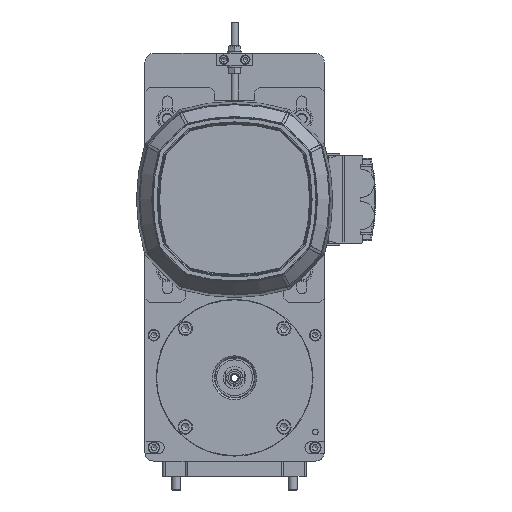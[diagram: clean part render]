
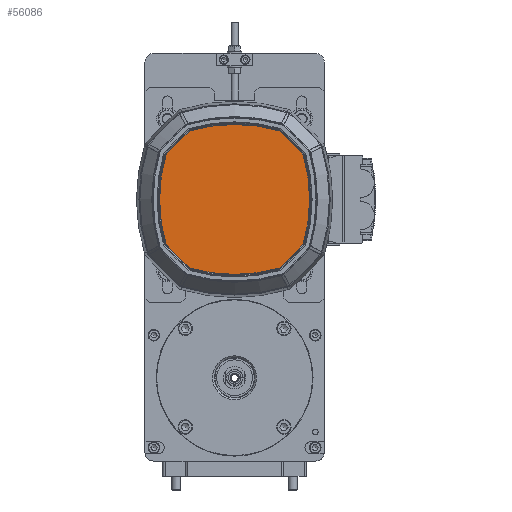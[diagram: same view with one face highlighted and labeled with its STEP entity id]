
A CAD part, left-side view. The second image highlights one B-rep face of the part: STEP entity #56086.
In plain terms, the highlighted planar face has unit normal (-1, 0, 0).
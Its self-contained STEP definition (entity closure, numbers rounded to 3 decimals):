
#7899=PLANE('',#59825);
#17288=ORIENTED_EDGE('',*,*,#25647,.T.);
#17289=ORIENTED_EDGE('',*,*,#25641,.T.);
#17290=ORIENTED_EDGE('',*,*,#25643,.T.);
#17291=ORIENTED_EDGE('',*,*,#25649,.T.);
#17292=ORIENTED_EDGE('',*,*,#25655,.T.);
#17293=ORIENTED_EDGE('',*,*,#25661,.T.);
#17294=ORIENTED_EDGE('',*,*,#25659,.T.);
#17295=ORIENTED_EDGE('',*,*,#25653,.T.);
#25641=EDGE_CURVE('',#30758,#30761,#33678,.T.);
#25643=EDGE_CURVE('',#30761,#30763,#33679,.T.);
#25647=EDGE_CURVE('',#30764,#30758,#33682,.T.);
#25649=EDGE_CURVE('',#30763,#30767,#33683,.T.);
#25653=EDGE_CURVE('',#30768,#30764,#33686,.T.);
#25655=EDGE_CURVE('',#30767,#30771,#33687,.T.);
#25659=EDGE_CURVE('',#30772,#30768,#33690,.T.);
#25661=EDGE_CURVE('',#30771,#30772,#33692,.T.);
#30758=VERTEX_POINT('',#90409);
#30761=VERTEX_POINT('',#90422);
#30763=VERTEX_POINT('',#90434);
#30764=VERTEX_POINT('',#90446);
#30767=VERTEX_POINT('',#90461);
#30768=VERTEX_POINT('',#90473);
#30771=VERTEX_POINT('',#90487);
#30772=VERTEX_POINT('',#90499);
#33678=CIRCLE('',#59787,178.172);
#33679=CIRCLE('',#59789,298.172);
#33682=CIRCLE('',#59793,298.172);
#33683=CIRCLE('',#59795,178.172);
#33686=CIRCLE('',#59799,178.172);
#33687=CIRCLE('',#59801,298.172);
#33690=CIRCLE('',#59805,298.172);
#33692=CIRCLE('',#59808,178.172);
#36299=EDGE_LOOP('',(#17288,#17289,#17290,#17291,#17292,#17293,#17294,#17295));
#39379=FACE_BOUND('',#36299,.T.);
#56086=ADVANCED_FACE('',(#39379),#7899,.T.);
#59787=AXIS2_PLACEMENT_3D('',#90423,#68410,#68411);
#59789=AXIS2_PLACEMENT_3D('',#90435,#68414,#68415);
#59793=AXIS2_PLACEMENT_3D('',#90449,#68422,#68423);
#59795=AXIS2_PLACEMENT_3D('',#90462,#68426,#68427);
#59799=AXIS2_PLACEMENT_3D('',#90476,#68434,#68435);
#59801=AXIS2_PLACEMENT_3D('',#90488,#68438,#68439);
#59805=AXIS2_PLACEMENT_3D('',#90502,#68446,#68447);
#59808=AXIS2_PLACEMENT_3D('',#90505,#68452,#68453);
#59825=AXIS2_PLACEMENT_3D('',#90618,#68486,#68487);
#68410=DIRECTION('',(-1.,0.,0.));
#68411=DIRECTION('',(0.,0.,-1.));
#68414=DIRECTION('',(-1.,0.,0.));
#68415=DIRECTION('',(0.,0.,-1.));
#68422=DIRECTION('',(-1.,0.,0.));
#68423=DIRECTION('',(0.,0.,-1.));
#68426=DIRECTION('',(-1.,0.,0.));
#68427=DIRECTION('',(0.,0.,-1.));
#68434=DIRECTION('',(-1.,0.,0.));
#68435=DIRECTION('',(0.,0.,-1.));
#68438=DIRECTION('',(-1.,0.,0.));
#68439=DIRECTION('',(0.,0.,-1.));
#68446=DIRECTION('',(-1.,0.,0.));
#68447=DIRECTION('',(0.,0.,-1.));
#68452=DIRECTION('',(-1.,0.,0.));
#68453=DIRECTION('',(0.,0.,-1.));
#68486=DIRECTION('',(-1.,0.,0.));
#68487=DIRECTION('',(0.,0.,-1.));
#90409=CARTESIAN_POINT('',(-629.5,76.654,343.513));
#90422=CARTESIAN_POINT('',(-629.5,76.654,244.487));
#90423=CARTESIAN_POINT('',(-629.5,-94.5,294.));
#90434=CARTESIAN_POINT('',(-629.5,49.513,217.346));
#90435=CARTESIAN_POINT('',(-629.5,-147.319,441.319));
#90446=CARTESIAN_POINT('',(-629.5,49.513,370.654));
#90449=CARTESIAN_POINT('',(-629.5,-147.319,146.681));
#90461=CARTESIAN_POINT('',(-629.5,-49.513,217.346));
#90462=CARTESIAN_POINT('',(-629.5,0.,388.5));
#90473=CARTESIAN_POINT('',(-629.5,-49.513,370.654));
#90476=CARTESIAN_POINT('',(-629.5,0.,199.5));
#90487=CARTESIAN_POINT('',(-629.5,-76.654,244.487));
#90488=CARTESIAN_POINT('',(-629.5,147.319,441.319));
#90499=CARTESIAN_POINT('',(-629.5,-76.654,343.513));
#90502=CARTESIAN_POINT('',(-629.5,147.319,146.681));
#90505=CARTESIAN_POINT('',(-629.5,94.5,294.));
#90618=CARTESIAN_POINT('',(-629.5,73.659,414.909));
